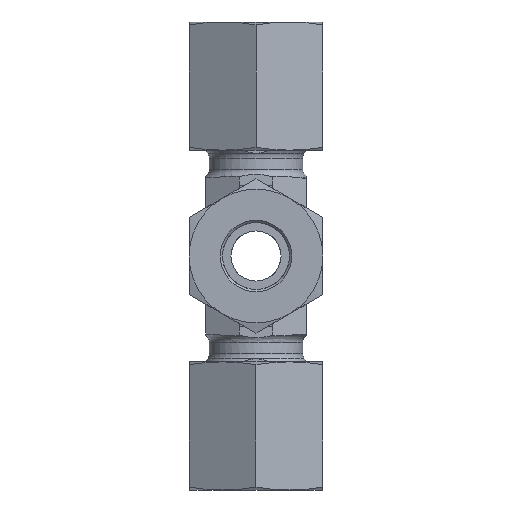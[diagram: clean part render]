
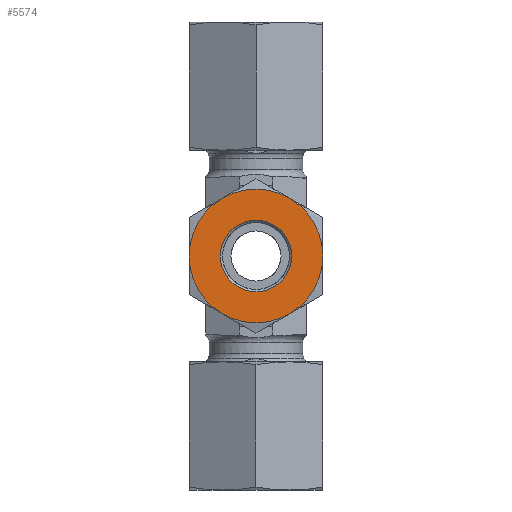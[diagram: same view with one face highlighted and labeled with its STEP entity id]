
A CAD part, front view. The second image highlights one B-rep face of the part: STEP entity #5574.
In plain terms, the highlighted face is planar.
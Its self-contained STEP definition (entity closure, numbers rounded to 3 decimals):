
#5478=CARTESIAN_POINT('',(3.2,0.,11.5));
#5479=VERTEX_POINT('',#5478);
#5480=CARTESIAN_POINT('',(0.0,0.0,11.5));
#5481=DIRECTION('',(0.0,0.0,1.0));
#5482=DIRECTION('',(-1.0,0.0,0.0));
#5483=AXIS2_PLACEMENT_3D('',#5480,#5481,#5482);
#5484=CIRCLE('',#5483,3.2);
#5485=EDGE_CURVE('',#5479,#5479,#5484,.T.);
#5510=CARTESIAN_POINT('',(0.,0.0,11.5));
#5511=DIRECTION('',(0.0,0.0,1.0));
#5512=DIRECTION('',(1.0,0.0,0.0));
#5513=AXIS2_PLACEMENT_3D('',#5510,#5511,#5512);
#5514=PLANE('',#5513);
#5515=CARTESIAN_POINT('',(-3.,-5.196,11.5));
#5516=VERTEX_POINT('',#5515);
#5517=CARTESIAN_POINT('',(3.,-5.196,11.5));
#5518=VERTEX_POINT('',#5517);
#5519=CARTESIAN_POINT('',(0.0,0.0,11.5));
#5520=DIRECTION('',(0.0,0.0,1.0));
#5521=DIRECTION('',(-0.5,-0.866,0.0));
#5522=AXIS2_PLACEMENT_3D('',#5519,#5520,#5521);
#5523=CIRCLE('',#5522,6.);
#5524=EDGE_CURVE('',#5516,#5518,#5523,.T.);
#5525=ORIENTED_EDGE('',*,*,#5524,.T.);
#5526=CARTESIAN_POINT('',(6.0,0.,11.5));
#5527=VERTEX_POINT('',#5526);
#5528=CARTESIAN_POINT('',(0.0,0.0,11.5));
#5529=DIRECTION('',(0.0,0.0,1.0));
#5530=DIRECTION('',(-0.5,-0.866,0.0));
#5531=AXIS2_PLACEMENT_3D('',#5528,#5529,#5530);
#5532=CIRCLE('',#5531,6.);
#5533=EDGE_CURVE('',#5518,#5527,#5532,.T.);
#5534=ORIENTED_EDGE('',*,*,#5533,.T.);
#5535=CARTESIAN_POINT('',(3.0,5.196,11.5));
#5536=VERTEX_POINT('',#5535);
#5537=CARTESIAN_POINT('',(0.0,0.0,11.5));
#5538=DIRECTION('',(0.0,0.0,1.0));
#5539=DIRECTION('',(-0.5,-0.866,0.0));
#5540=AXIS2_PLACEMENT_3D('',#5537,#5538,#5539);
#5541=CIRCLE('',#5540,6.);
#5542=EDGE_CURVE('',#5527,#5536,#5541,.T.);
#5543=ORIENTED_EDGE('',*,*,#5542,.T.);
#5544=CARTESIAN_POINT('',(-3.,5.196,11.5));
#5545=VERTEX_POINT('',#5544);
#5546=CARTESIAN_POINT('',(0.0,0.0,11.5));
#5547=DIRECTION('',(0.0,0.0,1.0));
#5548=DIRECTION('',(-0.5,-0.866,0.0));
#5549=AXIS2_PLACEMENT_3D('',#5546,#5547,#5548);
#5550=CIRCLE('',#5549,6.);
#5551=EDGE_CURVE('',#5536,#5545,#5550,.T.);
#5552=ORIENTED_EDGE('',*,*,#5551,.T.);
#5553=CARTESIAN_POINT('',(-6.,0.0,11.5));
#5554=VERTEX_POINT('',#5553);
#5555=CARTESIAN_POINT('',(0.0,0.0,11.5));
#5556=DIRECTION('',(0.0,0.0,1.0));
#5557=DIRECTION('',(-0.5,-0.866,0.0));
#5558=AXIS2_PLACEMENT_3D('',#5555,#5556,#5557);
#5559=CIRCLE('',#5558,6.);
#5560=EDGE_CURVE('',#5545,#5554,#5559,.T.);
#5561=ORIENTED_EDGE('',*,*,#5560,.T.);
#5562=CARTESIAN_POINT('',(0.0,0.0,11.5));
#5563=DIRECTION('',(0.0,0.0,1.0));
#5564=DIRECTION('',(-0.5,-0.866,0.0));
#5565=AXIS2_PLACEMENT_3D('',#5562,#5563,#5564);
#5566=CIRCLE('',#5565,6.);
#5567=EDGE_CURVE('',#5554,#5516,#5566,.T.);
#5568=ORIENTED_EDGE('',*,*,#5567,.T.);
#5569=EDGE_LOOP('',(#5525,#5534,#5543,#5552,#5561,#5568));
#5570=FACE_OUTER_BOUND('',#5569,.T.);
#5571=ORIENTED_EDGE('',*,*,#5485,.F.);
#5572=EDGE_LOOP('',(#5571));
#5573=FACE_BOUND('',#5572,.T.);
#5574=ADVANCED_FACE('',(#5570,#5573),#5514,.T.);
